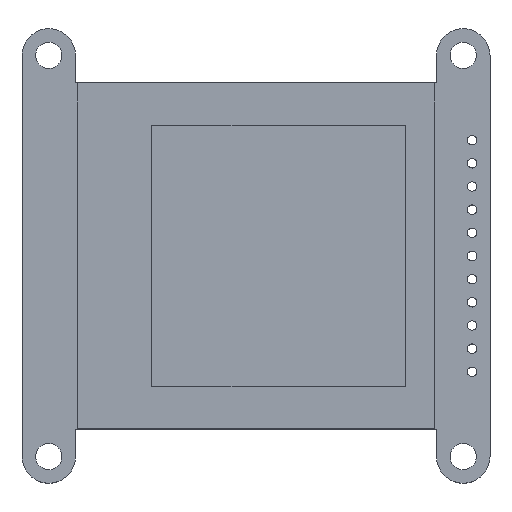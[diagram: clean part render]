
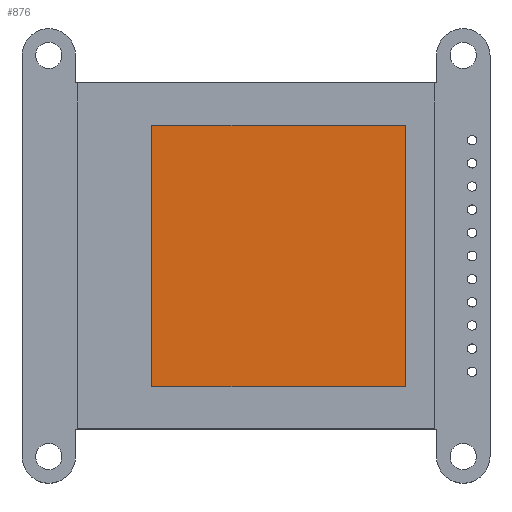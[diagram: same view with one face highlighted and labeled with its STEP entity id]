
A CAD part, top view. The second image highlights one B-rep face of the part: STEP entity #876.
In plain terms, the highlighted planar face has unit normal (0, 0, 1).
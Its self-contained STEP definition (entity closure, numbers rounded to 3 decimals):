
#68=PLANE('',#976);
#113=FACE_OUTER_BOUND('',#189,.T.);
#189=EDGE_LOOP('',(#768,#769,#770,#771));
#248=LINE('',#1405,#325);
#252=LINE('',#1412,#329);
#255=LINE('',#1418,#332);
#257=LINE('',#1421,#334);
#325=VECTOR('',#1171,10.);
#329=VECTOR('',#1177,10.);
#332=VECTOR('',#1182,10.);
#334=VECTOR('',#1186,10.);
#451=VERTEX_POINT('',#1402);
#452=VERTEX_POINT('',#1404);
#454=VERTEX_POINT('',#1410);
#456=VERTEX_POINT('',#1416);
#556=EDGE_CURVE('',#451,#452,#248,.T.);
#560=EDGE_CURVE('',#454,#451,#252,.T.);
#563=EDGE_CURVE('',#456,#454,#255,.T.);
#565=EDGE_CURVE('',#452,#456,#257,.T.);
#768=ORIENTED_EDGE('',*,*,#565,.F.);
#769=ORIENTED_EDGE('',*,*,#556,.F.);
#770=ORIENTED_EDGE('',*,*,#560,.F.);
#771=ORIENTED_EDGE('',*,*,#563,.F.);
#876=ADVANCED_FACE('',(#113),#68,.F.);
#976=AXIS2_PLACEMENT_3D('',#1422,#1187,#1188);
#1171=DIRECTION('',(0.,-1.,0.));
#1177=DIRECTION('',(1.,0.,0.));
#1182=DIRECTION('',(0.,1.,0.));
#1186=DIRECTION('',(-1.,0.,0.));
#1187=DIRECTION('center_axis',(0.,0.,-1.));
#1188=DIRECTION('ref_axis',(-1.,0.,0.));
#1402=CARTESIAN_POINT('',(36.425,28.94,4.14));
#1404=CARTESIAN_POINT('',(36.425,4.08,4.14));
#1405=CARTESIAN_POINT('',(36.425,28.94,4.14));
#1410=CARTESIAN_POINT('',(12.325,28.94,4.14));
#1412=CARTESIAN_POINT('',(12.325,28.94,4.14));
#1416=CARTESIAN_POINT('',(12.325,4.08,4.14));
#1418=CARTESIAN_POINT('',(12.325,4.08,4.14));
#1421=CARTESIAN_POINT('',(36.425,4.08,4.14));
#1422=CARTESIAN_POINT('Origin',(24.375,16.51,4.14));
